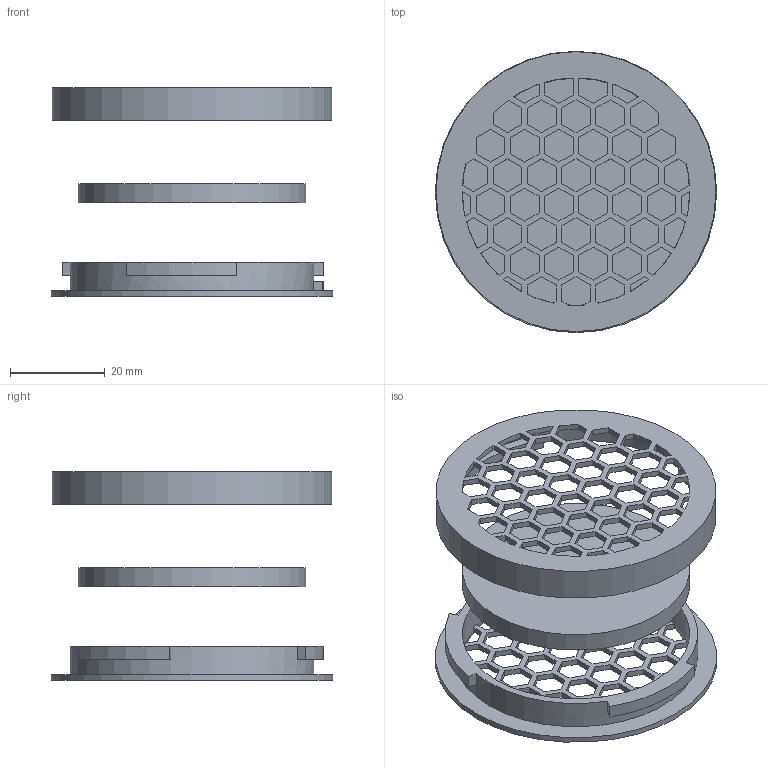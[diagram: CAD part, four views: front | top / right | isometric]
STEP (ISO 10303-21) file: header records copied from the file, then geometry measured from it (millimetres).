
FILE_DESCRIPTION(/* description */ (''),/* implementation_level */ '2;1');
FILE_NAME(/* name */ 'BasicRespiratorFilterAssembly.step',/* time_stamp */ '2020-04-05T23:07:13-07:00',/* author */ (''),/* organization */ (''),/* preprocessor_version */ 'ST-DEVELOPER v18',/* originating_system */ 'Autodesk Translation Framework v8.12.0.6',/* authorisation */ '');
FILE_SCHEMA (('AUTOMOTIVE_DESIGN { 1 0 10303 214 3 1 1 }'));
Length unit declared in the file: millimetre
Products named in the file (3): filter assembly; Honeycomb Holder; Honeycomb Cap
Assembly tree (2 placements, depth 2):
  filter assembly
    Honeycomb Holder
    Honeycomb Cap
Bounding box: 59.4 x 59.4 x 44.1 mm (x, y, z)
Volume: 14349.2 mm3; surface area: 17455.3 mm2
Topology: 3 solids, 3 shells, 570 faces, 1741 edges, 1161 vertices
Faces by surface type: plane 538, cylinder 32
Full cylindrical faces by diameter (mm): 48 x2, 51.4 x1, 56.7 x1, 59.1 x1, 59.4 x1
Entity records: 19654 total; most frequent: ORIENTED_EDGE 3482, CARTESIAN_POINT 3477, DIRECTION 3008, EDGE_CURVE 1741, LINE 1624, VECTOR 1624, VERTEX_POINT 1161, EDGE_LOOP 746
